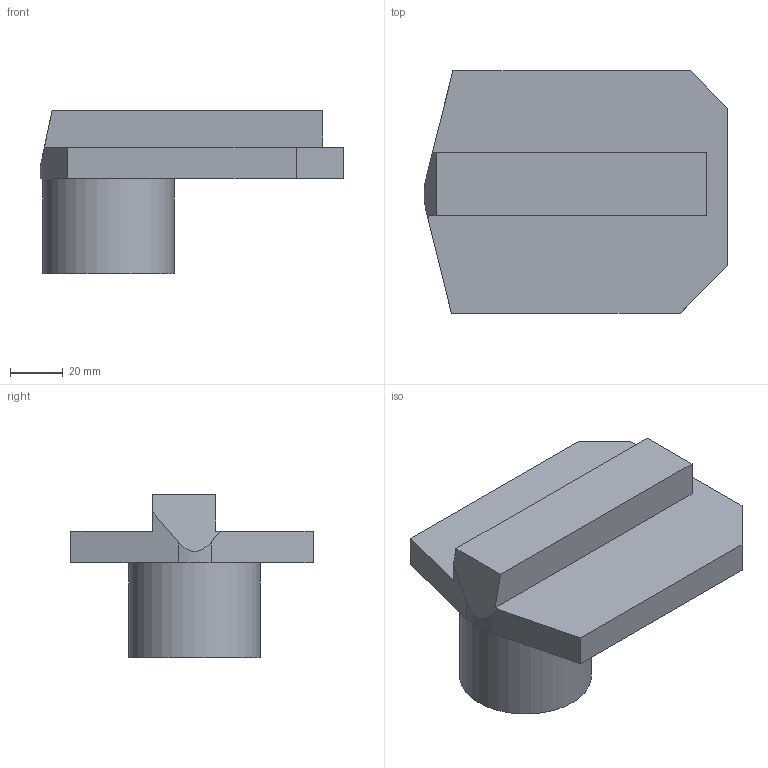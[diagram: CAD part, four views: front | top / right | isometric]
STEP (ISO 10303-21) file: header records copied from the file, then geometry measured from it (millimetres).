
FILE_DESCRIPTION(/* description */ (''),/* implementation_level */ '2;1');
FILE_NAME(/* name */ '1694597873846.stp',/* time_stamp */ '2023-09-13T11:37:59+02:00',/* author */ (''),/* organization */ ('SMS'),/* preprocessor_version */ 'ST-DEVELOPER v16.7',/* originating_system */ 'SIEMENS PLM Software NX 12.0',/* authorisation */ '');
FILE_SCHEMA (('AUTOMOTIVE_DESIGN { 1 0 10303 214 3 1 1 1 }'));
Length unit declared in the file: millimetre
Products named in the file (1): 111169624mod000_02
Bounding box: 115.45 x 92 x 62 mm (x, y, z)
Volume: 224454.3 mm3; surface area: 33488.5 mm2
Topology: 1 solids, 1 shells, 17 faces, 42 edges, 31 vertices
Faces by surface type: plane 15, cylinder 2
Full cylindrical faces by diameter (mm): 50 x1
Entity records: 564 total; most frequent: CARTESIAN_POINT 93, DIRECTION 87, ORIENTED_EDGE 82, EDGE_CURVE 41, LINE 37, VECTOR 37, VERTEX_POINT 28, AXIS2_PLACEMENT_3D 25
